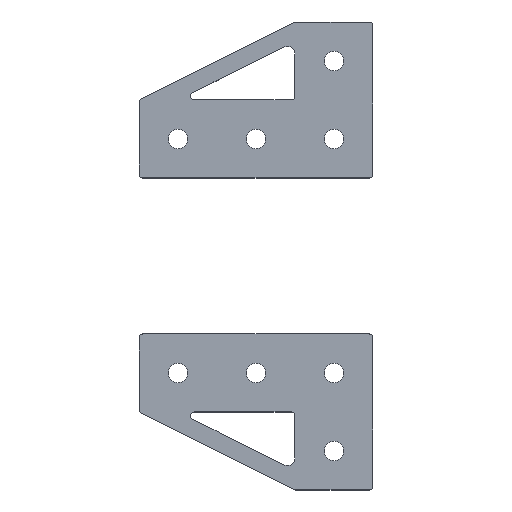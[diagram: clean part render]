
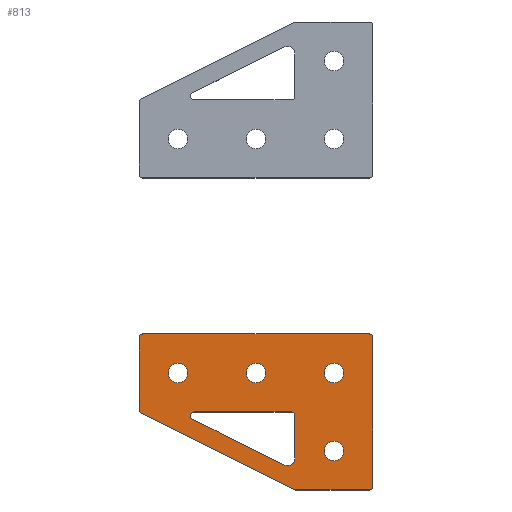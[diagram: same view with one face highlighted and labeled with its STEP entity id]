
A CAD part, top view. The second image highlights one B-rep face of the part: STEP entity #813.
In plain terms, the highlighted planar face has unit normal (0, 0, 1).
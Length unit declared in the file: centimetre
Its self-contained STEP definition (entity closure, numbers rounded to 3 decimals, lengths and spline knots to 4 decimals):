
#22=FACE_BOUND($,#135,.T.);
#23=FACE_BOUND($,#136,.T.);
#24=FACE_BOUND($,#137,.T.);
#25=FACE_BOUND($,#138,.T.);
#26=FACE_BOUND($,#139,.T.);
#51=PLANE($,#886);
#82=FACE_OUTER_BOUND($,#134,.T.);
#134=EDGE_LOOP($,(#636,#637,#638,#639,#640,#641,#642,#643,#644,#645));
#135=EDGE_LOOP($,(#646));
#136=EDGE_LOOP($,(#647));
#137=EDGE_LOOP($,(#648,#649,#650,#651,#652,#653));
#138=EDGE_LOOP($,(#654));
#139=EDGE_LOOP($,(#655));
#180=LINE($,#1198,#244);
#184=LINE($,#1210,#248);
#186=LINE($,#1218,#250);
#192=LINE($,#1234,#256);
#199=LINE($,#1267,#263);
#204=LINE($,#1280,#268);
#206=LINE($,#1298,#270);
#207=LINE($,#1300,#271);
#244=VECTOR($,#947,2.6069);
#248=VECTOR($,#959,2.4764);
#250=VECTOR($,#969,1.0764);
#256=VECTOR($,#983,4.3867);
#263=VECTOR($,#1014,5.8);
#268=VECTOR($,#1029,1.8764);
#270=VECTOR($,#1053,1.8382);
#271=VECTOR($,#1056,3.8);
#305=CIRCLE($,#843,0.2);
#307=CIRCLE($,#847,0.1);
#309=CIRCLE($,#851,0.1);
#310=CIRCLE($,#854,0.1);
#320=CIRCLE($,#867,0.1);
#321=CIRCLE($,#870,0.1);
#322=CIRCLE($,#872,0.1);
#323=CIRCLE($,#875,0.1);
#324=CIRCLE($,#877,0.25);
#325=CIRCLE($,#879,0.25);
#326=CIRCLE($,#881,0.25);
#327=CIRCLE($,#883,0.25);
#354=VERTEX_POINT($,#1188);
#355=VERTEX_POINT($,#1190);
#357=VERTEX_POINT($,#1196);
#359=VERTEX_POINT($,#1202);
#361=VERTEX_POINT($,#1208);
#363=VERTEX_POINT($,#1214);
#364=VERTEX_POINT($,#1221);
#365=VERTEX_POINT($,#1222);
#369=VERTEX_POINT($,#1232);
#381=VERTEX_POINT($,#1260);
#382=VERTEX_POINT($,#1261);
#383=VERTEX_POINT($,#1266);
#384=VERTEX_POINT($,#1270);
#385=VERTEX_POINT($,#1274);
#386=VERTEX_POINT($,#1278);
#387=VERTEX_POINT($,#1282);
#388=VERTEX_POINT($,#1286);
#389=VERTEX_POINT($,#1289);
#390=VERTEX_POINT($,#1292);
#391=VERTEX_POINT($,#1295);
#434=EDGE_CURVE($,#354,#355,#305,.T.);
#438=EDGE_CURVE($,#354,#357,#180,.T.);
#441=EDGE_CURVE($,#359,#357,#307,.T.);
#444=EDGE_CURVE($,#359,#361,#184,.T.);
#447=EDGE_CURVE($,#363,#361,#309,.T.);
#448=EDGE_CURVE($,#363,#355,#186,.T.);
#450=EDGE_CURVE($,#364,#365,#310,.T.);
#456=EDGE_CURVE($,#364,#369,#192,.T.);
#469=EDGE_CURVE($,#381,#382,#320,.T.);
#472=EDGE_CURVE($,#383,#382,#199,.T.);
#474=EDGE_CURVE($,#383,#384,#321,.T.);
#476=EDGE_CURVE($,#385,#369,#322,.T.);
#479=EDGE_CURVE($,#385,#386,#204,.T.);
#480=EDGE_CURVE($,#387,#386,#323,.T.);
#482=EDGE_CURVE($,#388,#388,#324,.T.);
#483=EDGE_CURVE($,#389,#389,#325,.T.);
#484=EDGE_CURVE($,#390,#390,#326,.T.);
#485=EDGE_CURVE($,#391,#391,#327,.T.);
#486=EDGE_CURVE($,#381,#365,#206,.T.);
#487=EDGE_CURVE($,#387,#384,#207,.T.);
#636=ORIENTED_EDGE($,*,*,#450,.F.);
#637=ORIENTED_EDGE($,*,*,#456,.T.);
#638=ORIENTED_EDGE($,*,*,#476,.F.);
#639=ORIENTED_EDGE($,*,*,#479,.T.);
#640=ORIENTED_EDGE($,*,*,#480,.F.);
#641=ORIENTED_EDGE($,*,*,#487,.T.);
#642=ORIENTED_EDGE($,*,*,#474,.F.);
#643=ORIENTED_EDGE($,*,*,#472,.T.);
#644=ORIENTED_EDGE($,*,*,#469,.F.);
#645=ORIENTED_EDGE($,*,*,#486,.T.);
#646=ORIENTED_EDGE($,*,*,#485,.T.);
#647=ORIENTED_EDGE($,*,*,#484,.T.);
#648=ORIENTED_EDGE($,*,*,#438,.T.);
#649=ORIENTED_EDGE($,*,*,#441,.F.);
#650=ORIENTED_EDGE($,*,*,#444,.T.);
#651=ORIENTED_EDGE($,*,*,#447,.F.);
#652=ORIENTED_EDGE($,*,*,#448,.T.);
#653=ORIENTED_EDGE($,*,*,#434,.F.);
#654=ORIENTED_EDGE($,*,*,#483,.T.);
#655=ORIENTED_EDGE($,*,*,#482,.T.);
#813=ADVANCED_FACE($,(#82,#22,#23,#24,#25,#26),#51,.T.);
#843=AXIS2_PLACEMENT_3D($,#1191,#940,#941);
#847=AXIS2_PLACEMENT_3D($,#1204,#953,#954);
#851=AXIS2_PLACEMENT_3D($,#1216,#965,#966);
#854=AXIS2_PLACEMENT_3D($,#1223,#973,#974);
#867=AXIS2_PLACEMENT_3D($,#1262,#1008,#1009);
#870=AXIS2_PLACEMENT_3D($,#1271,#1018,#1019);
#872=AXIS2_PLACEMENT_3D($,#1275,#1023,#1024);
#875=AXIS2_PLACEMENT_3D($,#1283,#1032,#1033);
#877=AXIS2_PLACEMENT_3D($,#1287,#1037,#1038);
#879=AXIS2_PLACEMENT_3D($,#1290,#1041,#1042);
#881=AXIS2_PLACEMENT_3D($,#1293,#1045,#1046);
#883=AXIS2_PLACEMENT_3D($,#1296,#1049,#1050);
#886=AXIS2_PLACEMENT_3D($,#1301,#1057,#1058);
#940=DIRECTION('center_axis',(0.,0.,1.));
#941=DIRECTION('ref_axis',(0.526,-0.851,0.));
#947=DIRECTION($,(-0.894,0.447,0.));
#953=DIRECTION('center_axis',(0.,0.,1.));
#954=DIRECTION('ref_axis',(-0.973,0.23,0.));
#959=DIRECTION($,(1.,0.,0.));
#965=DIRECTION('center_axis',(0.,0.,1.));
#966=DIRECTION('ref_axis',(0.707,0.707,0.));
#969=DIRECTION($,(0.,-1.,0.));
#973=DIRECTION('center_axis',(0.,0.,-1.));
#974=DIRECTION('ref_axis',(-0.851,-0.526,0.));
#983=DIRECTION($,(0.894,-0.447,0.));
#1008=DIRECTION('center_axis',(0.,0.,-1.));
#1009=DIRECTION('ref_axis',(-0.707,0.707,0.));
#1014=DIRECTION($,(-1.,0.,0.));
#1018=DIRECTION('center_axis',(0.,0.,-1.));
#1019=DIRECTION('ref_axis',(0.707,0.707,0.));
#1023=DIRECTION('center_axis',(0.,0.,-1.));
#1024=DIRECTION('ref_axis',(-0.23,-0.973,0.));
#1029=DIRECTION($,(1.,0.,0.));
#1032=DIRECTION('center_axis',(0.,0.,-1.));
#1033=DIRECTION('ref_axis',(0.707,-0.707,0.));
#1037=DIRECTION('center_axis',(0.,0.,-1.));
#1038=DIRECTION('ref_axis',(1.,0.,0.));
#1041=DIRECTION('center_axis',(0.,0.,-1.));
#1042=DIRECTION('ref_axis',(1.,0.,0.));
#1045=DIRECTION('center_axis',(0.,0.,-1.));
#1046=DIRECTION('ref_axis',(1.,0.,0.));
#1049=DIRECTION('center_axis',(0.,0.,-1.));
#1050=DIRECTION('ref_axis',(1.,0.,0.));
#1053=DIRECTION($,(0.,-1.,0.));
#1056=DIRECTION($,(0.,1.,0.));
#1057=DIRECTION('center_axis',(0.,0.,1.));
#1058=DIRECTION('ref_axis',(1.,0.,0.));
#1188=CARTESIAN_POINT('',(-2.2894,0.6447,0.4));
#1190=CARTESIAN_POINT('',(-2.,0.8236,0.4));
#1191=CARTESIAN_POINT('Origin',(-2.2,0.8236,0.4));
#1196=CARTESIAN_POINT('',(-4.6211,1.8106,0.4));
#1198=CARTESIAN_POINT($,(-2.,0.5,0.4));
#1202=CARTESIAN_POINT('',(-4.5764,2.,0.4));
#1204=CARTESIAN_POINT('Origin',(-4.5764,1.9,0.4));
#1208=CARTESIAN_POINT('',(-2.1,2.,0.4));
#1210=CARTESIAN_POINT($,(-5.,2.,0.4));
#1214=CARTESIAN_POINT('',(-2.,1.9,0.4));
#1216=CARTESIAN_POINT('Origin',(-2.1,1.9,0.4));
#1218=CARTESIAN_POINT($,(-2.,0.5,0.4));
#1221=CARTESIAN_POINT('',(-5.9447,1.9724,0.4));
#1222=CARTESIAN_POINT('',(-6.,2.0618,0.4));
#1223=CARTESIAN_POINT('Origin',(-5.9,2.0618,0.4));
#1232=CARTESIAN_POINT('',(-2.0211,0.0106,0.4));
#1234=CARTESIAN_POINT($,(-2.,0.,0.4));
#1260=CARTESIAN_POINT('',(-6.,3.9,0.4));
#1261=CARTESIAN_POINT('',(-5.9,4.,0.4));
#1262=CARTESIAN_POINT('Origin',(-5.9,3.9,0.4));
#1266=CARTESIAN_POINT('',(-0.1,4.,0.4));
#1267=CARTESIAN_POINT($,(0.,4.,0.4));
#1270=CARTESIAN_POINT('',(0.,3.9,0.4));
#1271=CARTESIAN_POINT('Origin',(-0.1,3.9,0.4));
#1274=CARTESIAN_POINT('',(-1.9764,0.,0.4));
#1275=CARTESIAN_POINT('Origin',(-1.9764,0.1,0.4));
#1278=CARTESIAN_POINT('',(-0.1,0.,0.4));
#1280=CARTESIAN_POINT($,(-2.,0.,0.4));
#1282=CARTESIAN_POINT('',(0.,0.1,0.4));
#1283=CARTESIAN_POINT('Origin',(-0.1,0.1,0.4));
#1286=CARTESIAN_POINT('',(-5.25,3.,0.4));
#1287=CARTESIAN_POINT('Origin',(-5.,3.,0.4));
#1289=CARTESIAN_POINT('',(-1.25,3.,0.4));
#1290=CARTESIAN_POINT('Origin',(-1.,3.,0.4));
#1292=CARTESIAN_POINT('',(-1.25,1.,0.4));
#1293=CARTESIAN_POINT('Origin',(-1.,1.,0.4));
#1295=CARTESIAN_POINT('',(-3.25,3.,0.4));
#1296=CARTESIAN_POINT('Origin',(-3.,3.,0.4));
#1298=CARTESIAN_POINT($,(-6.,4.,0.4));
#1300=CARTESIAN_POINT($,(0.,0.,0.4));
#1301=CARTESIAN_POINT('Origin',(-3.,2.,0.4));
